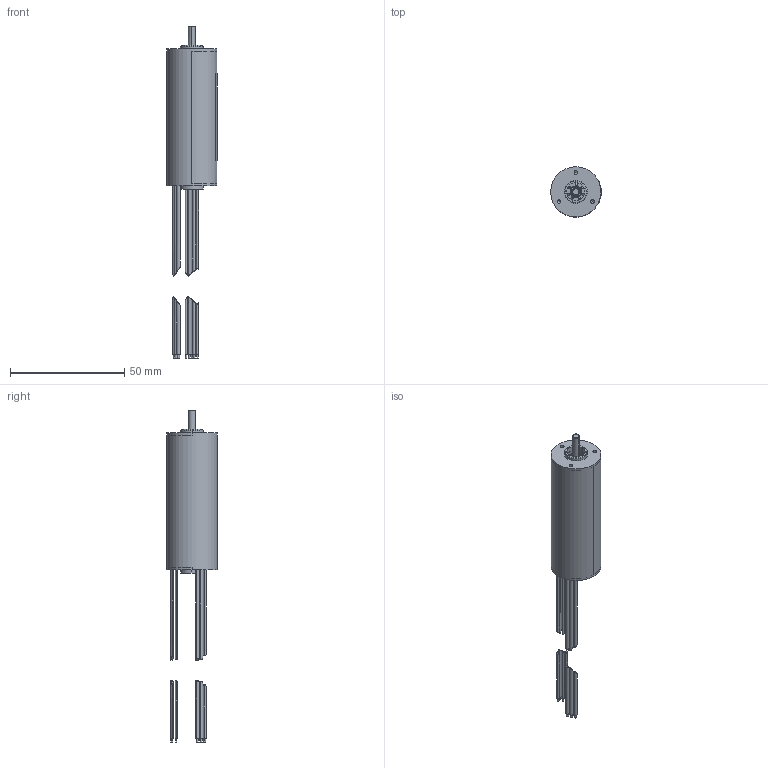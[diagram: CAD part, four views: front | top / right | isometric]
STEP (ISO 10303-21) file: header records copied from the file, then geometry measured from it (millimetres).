
FILE_DESCRIPTION((''),'2;1');
FILE_NAME('22ECT60_ASM','2016-03-09T',('vinayak.bharmal'),(''),'PRO/ENGINEER BY PARAMETRIC TECHNOLOGY CORPORATION, 2014310','PRO/ENGINEER BY PARAMETRIC TECHNOLOGY CORPORATION, 2014310','');
FILE_SCHEMA(('CONFIG_CONTROL_DESIGN'));
Length unit declared in the file: millimetre
Products named in the file (1): 22ECT60_ASM
Bounding box: 22.15 x 22 x 145.55 mm (x, y, z)
Volume: 23487.7 mm3; surface area: 8193.9 mm2
Topology: 11 solids, 15 shells, 256 faces, 650 edges, 395 vertices
Faces by surface type: cylinder 111, plane 73, torus 30, sphere 26, cone 16
Entity records: 8207 total; most frequent: CARTESIAN_POINT 2144, DIRECTION 1336, ORIENTED_EDGE 1208, EDGE_CURVE 604, AXIS2_PLACEMENT_3D 596, VERTEX_POINT 395, CIRCLE 340, EDGE_LOOP 295
